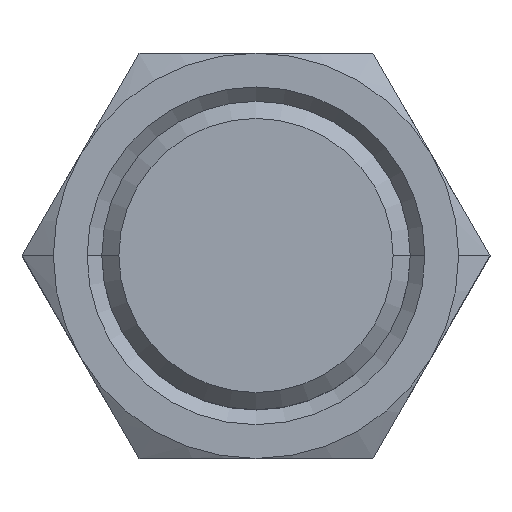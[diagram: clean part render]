
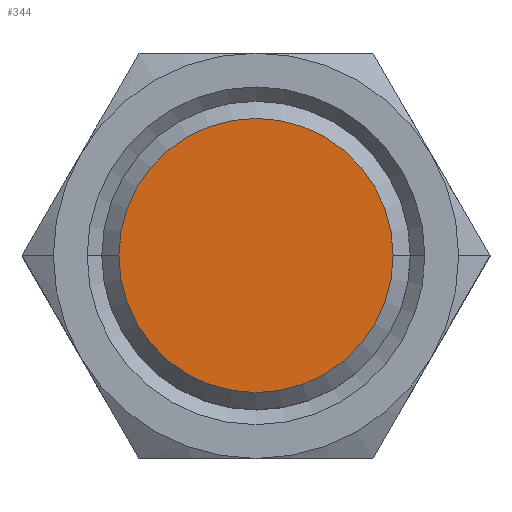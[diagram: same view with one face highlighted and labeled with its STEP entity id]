
A CAD part, top view. The second image highlights one B-rep face of the part: STEP entity #344.
In plain terms, the highlighted planar face has unit normal (0, 0, 1).
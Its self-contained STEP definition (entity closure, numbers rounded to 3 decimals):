
#158=CARTESIAN_POINT('',(0.,0.,60.));
#159=DIRECTION('',(0.,0.,1.));
#160=DIRECTION('',(1.,0.,0.));
#161=AXIS2_PLACEMENT_3D('',#158,#159,#160);
#166=CARTESIAN_POINT('',(0.,0.,60.));
#167=DIRECTION('',(0.,0.,1.));
#168=DIRECTION('',(-1.,0.,0.));
#169=AXIS2_PLACEMENT_3D('',#166,#167,#168);
#234=CARTESIAN_POINT('',(8.,0.,60.));
#235=CARTESIAN_POINT('',(-8.,0.,60.));
#236=VERTEX_POINT('',#234);
#237=VERTEX_POINT('',#235);
#334=CARTESIAN_POINT('',(0.,0.,60.));
#335=DIRECTION('',(0.,0.,1.));
#336=DIRECTION('',(1.,0.,0.));
#337=AXIS2_PLACEMENT_3D('',#334,#335,#336);
#338=PLANE('',#337);
#340=ORIENTED_EDGE('',*,*,#339,.F.);
#341=ORIENTED_EDGE('',*,*,#324,.F.);
#342=EDGE_LOOP('',(#340,#341));
#343=FACE_OUTER_BOUND('',#342,.F.);
#344=ADVANCED_FACE('',(#343),#338,.T.);
#162=CIRCLE('',#161,8.);
#170=CIRCLE('',#169,8.);
#324=EDGE_CURVE('',#237,#236,#170,.T.);
#339=EDGE_CURVE('',#236,#237,#162,.T.);
